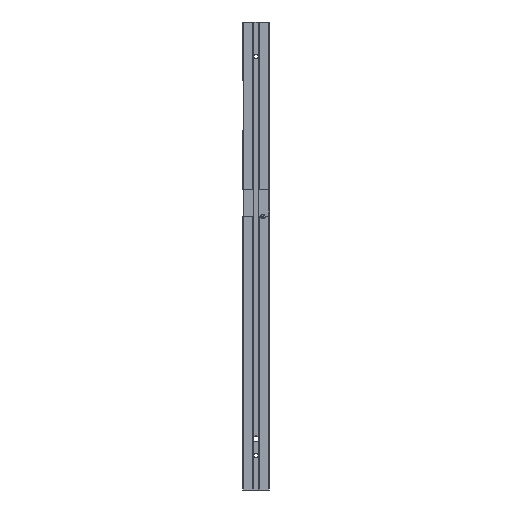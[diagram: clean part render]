
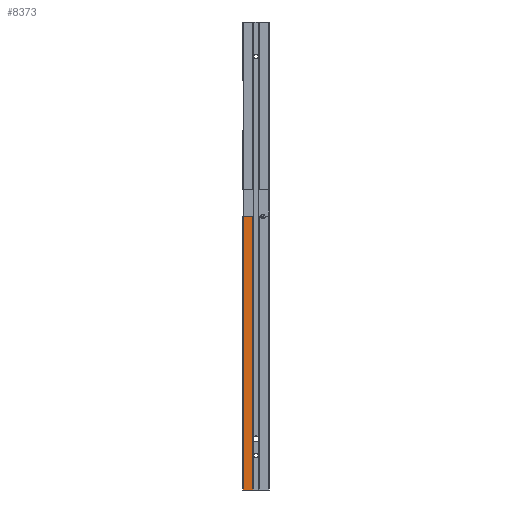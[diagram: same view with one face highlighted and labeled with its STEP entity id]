
A CAD part, front view. The second image highlights one B-rep face of the part: STEP entity #8373.
In plain terms, the highlighted planar face has unit normal (0, -1, 0).
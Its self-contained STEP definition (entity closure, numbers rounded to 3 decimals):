
#315 = ORIENTED_EDGE ( 'NONE', *, *, #8209, .T. ) ;
#366 = VECTOR ( 'NONE', #8760, 1000. ) ;
#500 = CARTESIAN_POINT ( 'NONE',  ( -1.75, -7.5, 0. ) ) ;
#682 = LINE ( 'NONE', #9855, #366 ) ;
#690 = LINE ( 'NONE', #4393, #8500 ) ;
#965 = VECTOR ( 'NONE', #1175, 1000. ) ;
#1175 = DIRECTION ( 'NONE',  ( 1., 0., 0. ) ) ;
#2118 = EDGE_CURVE ( 'NONE', #3382, #6390, #5384, .T. ) ;
#2875 = DIRECTION ( 'NONE',  ( -1., 0., 0. ) ) ;
#3231 = AXIS2_PLACEMENT_3D ( 'NONE', #10025, #7503, #2875 ) ;
#3369 = CARTESIAN_POINT ( 'NONE',  ( -1.75, -7.5, 158.05 ) ) ;
#3382 = VERTEX_POINT ( 'NONE', #10720 ) ;
#3552 = PLANE ( 'NONE',  #3231 ) ;
#3809 = LINE ( 'NONE', #7476, #965 ) ;
#3916 = ORIENTED_EDGE ( 'NONE', *, *, #2118, .T. ) ;
#4393 = CARTESIAN_POINT ( 'NONE',  ( -7., -7.5, 158.05 ) ) ;
#4434 = EDGE_CURVE ( 'NONE', #6390, #10209, #3809, .T. ) ;
#4685 = ORIENTED_EDGE ( 'NONE', *, *, #4434, .T. ) ;
#5109 = VERTEX_POINT ( 'NONE', #3369 ) ;
#5384 = LINE ( 'NONE', #9235, #5572 ) ;
#5401 = DIRECTION ( 'NONE',  ( -1., 0., 0. ) ) ;
#5572 = VECTOR ( 'NONE', #6413, 1000. ) ;
#6390 = VERTEX_POINT ( 'NONE', #10172 ) ;
#6413 = DIRECTION ( 'NONE',  ( 0., 0., -1. ) ) ;
#7269 = FACE_OUTER_BOUND ( 'NONE', #9362, .T. ) ;
#7476 = CARTESIAN_POINT ( 'NONE',  ( -7.5, -7.5, 0. ) ) ;
#7503 = DIRECTION ( 'NONE',  ( 0., 1., 0. ) ) ;
#8209 = EDGE_CURVE ( 'NONE', #10209, #5109, #682, .T. ) ;
#8373 = ADVANCED_FACE ( 'NONE', ( #7269 ), #3552, .F. ) ;
#8500 = VECTOR ( 'NONE', #5401, 1000. ) ;
#8760 = DIRECTION ( 'NONE',  ( 0., 0., 1. ) ) ;
#9004 = ORIENTED_EDGE ( 'NONE', *, *, #9911, .T. ) ;
#9235 = CARTESIAN_POINT ( 'NONE',  ( -7.25, -7.5, 270. ) ) ;
#9362 = EDGE_LOOP ( 'NONE', ( #315, #9004, #3916, #4685 ) ) ;
#9855 = CARTESIAN_POINT ( 'NONE',  ( -1.75, -7.5, 270. ) ) ;
#9911 = EDGE_CURVE ( 'NONE', #5109, #3382, #690, .T. ) ;
#10025 = CARTESIAN_POINT ( 'NONE',  ( -7.5, -7.5, 270. ) ) ;
#10172 = CARTESIAN_POINT ( 'NONE',  ( -7.25, -7.5, 0. ) ) ;
#10209 = VERTEX_POINT ( 'NONE', #500 ) ;
#10720 = CARTESIAN_POINT ( 'NONE',  ( -7.25, -7.5, 158.05 ) ) ;
